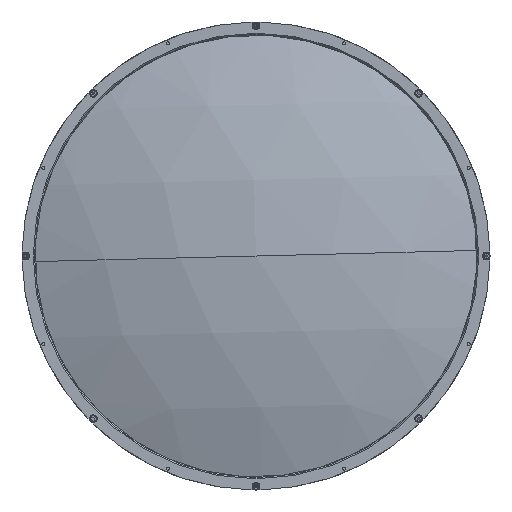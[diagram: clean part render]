
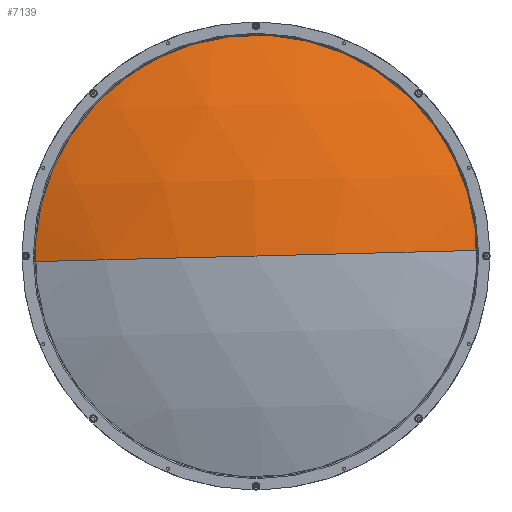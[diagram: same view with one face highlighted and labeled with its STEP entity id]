
A CAD part, left-side view. The second image highlights one B-rep face of the part: STEP entity #7139.
In plain terms, the highlighted spherical face has radius 527.92 mm.
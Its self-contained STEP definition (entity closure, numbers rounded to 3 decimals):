
#317 = CIRCLE ( 'NONE', #451, 527.92 ) ;
#352 = CIRCLE ( 'NONE', #16352, 180. ) ;
#451 = AXIS2_PLACEMENT_3D ( 'NONE', #9984, #2431, #11274 ) ;
#982 = CARTESIAN_POINT ( 'NONE',  ( 28.634, -179.943, 4.542 ) ) ;
#1909 = ORIENTED_EDGE ( 'NONE', *, *, #6447, .T. ) ;
#2431 = DIRECTION ( 'NONE',  ( 0., -0.025, -1. ) ) ;
#2436 = VERTEX_POINT ( 'NONE', #14260 ) ;
#2600 = EDGE_CURVE ( 'NONE', #10295, #2436, #352, .T. ) ;
#2741 = CARTESIAN_POINT ( 'NONE',  ( 524.92, 0., 0. ) ) ;
#3017 = CARTESIAN_POINT ( 'NONE',  ( 28.634, 0., 0. ) ) ;
#3920 = AXIS2_PLACEMENT_3D ( 'NONE', #2741, #11589, #4020 ) ;
#4020 = DIRECTION ( 'NONE',  ( 0., -1., 0.025 ) ) ;
#5003 = FACE_OUTER_BOUND ( 'NONE', #7379, .T. ) ;
#6001 = CARTESIAN_POINT ( 'NONE',  ( 524.92, 0., 0. ) ) ;
#6447 = EDGE_CURVE ( 'NONE', #2436, #7198, #13931, .T. ) ;
#7139 = ADVANCED_FACE ( 'NONE', ( #5003 ), #14702, .T. ) ;
#7198 = VERTEX_POINT ( 'NONE', #9153 ) ;
#7309 = DIRECTION ( 'NONE',  ( 0., -1., 0.025 ) ) ;
#7379 = EDGE_LOOP ( 'NONE', ( #14872, #1909, #9211 ) ) ;
#7399 = AXIS2_PLACEMENT_3D ( 'NONE', #6001, #14848, #7309 ) ;
#8812 = DIRECTION ( 'NONE',  ( -1., 0., 0. ) ) ;
#9153 = CARTESIAN_POINT ( 'NONE',  ( -3., 0., 0. ) ) ;
#9211 = ORIENTED_EDGE ( 'NONE', *, *, #12583, .F. ) ;
#9950 = DIRECTION ( 'NONE',  ( 0., 0.025, 1. ) ) ;
#9984 = CARTESIAN_POINT ( 'NONE',  ( 524.92, 0., 0. ) ) ;
#10295 = VERTEX_POINT ( 'NONE', #982 ) ;
#11274 = DIRECTION ( 'NONE',  ( 0., 1., -0.025 ) ) ;
#11589 = DIRECTION ( 'NONE',  ( 0., 0.025, 1. ) ) ;
#12583 = EDGE_CURVE ( 'NONE', #10295, #7198, #317, .T. ) ;
#13931 = CIRCLE ( 'NONE', #7399, 527.92 ) ;
#14260 = CARTESIAN_POINT ( 'NONE',  ( 28.634, 179.943, -4.542 ) ) ;
#14702 = SPHERICAL_SURFACE ( 'NONE', #3920, 527.92 ) ;
#14848 = DIRECTION ( 'NONE',  ( 0., 0.025, 1. ) ) ;
#14872 = ORIENTED_EDGE ( 'NONE', *, *, #2600, .T. ) ;
#16352 = AXIS2_PLACEMENT_3D ( 'NONE', #3017, #8812, #9950 ) ;
